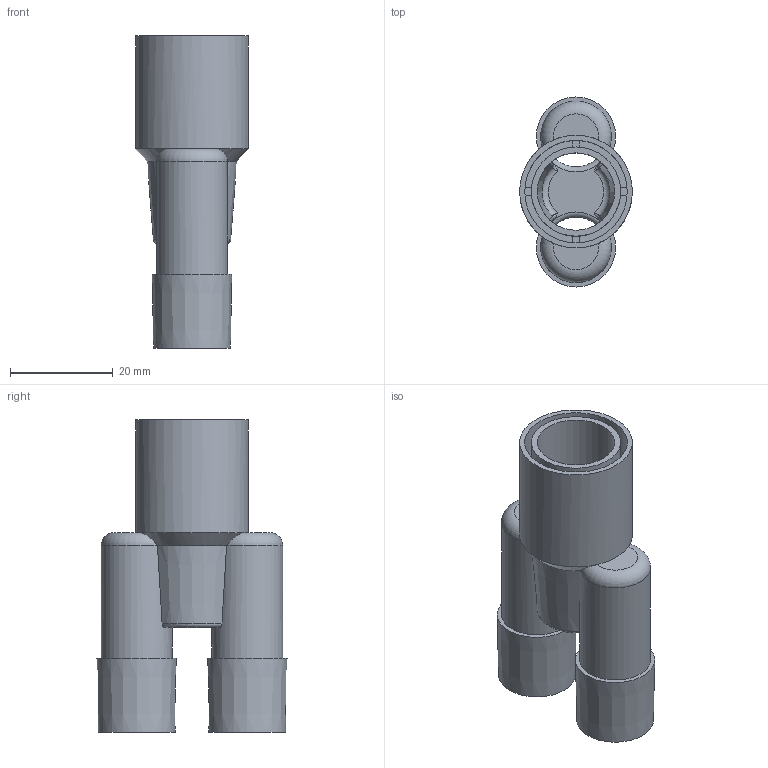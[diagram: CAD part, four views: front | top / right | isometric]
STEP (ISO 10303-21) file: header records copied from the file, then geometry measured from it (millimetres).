
FILE_DESCRIPTION(/* description */ (''),/* implementation_level */ '2;1');
FILE_NAME(/* name */ '22M-15F15M15M.step',/* time_stamp */ '2020-04-02T13:37:08+03:00',/* author */ (''),/* organization */ (''),/* preprocessor_version */ 'ST-DEVELOPER v18',/* originating_system */ 'Autodesk Translation Framework v8.12.0.6',/* authorisation */ '');
FILE_SCHEMA (('AUTOMOTIVE_DESIGN { 1 0 10303 214 3 1 1 }'));
Length unit declared in the file: millimetre
Products named in the file (1): three point piece
Bounding box: 22 x 37.1 x 60.9 mm (x, y, z)
Volume: 6270.7 mm3; surface area: 12856.7 mm2
Topology: 3 solids, 3 shells, 85 faces, 221 edges, 142 vertices
Faces by surface type: plane 32, cylinder 20, bspline 12, cone 11, torus 10
Full cylindrical faces by diameter (mm): 11.8 x2, 13.8 x2, 15.1 x1, 17.4 x1, 20 x1, 22 x1
Entity records: 3478 total; most frequent: CARTESIAN_POINT 1434, ORIENTED_EDGE 442, DIRECTION 389, EDGE_CURVE 221, AXIS2_PLACEMENT_3D 166, VERTEX_POINT 142, EDGE_LOOP 93, CIRCLE 92
